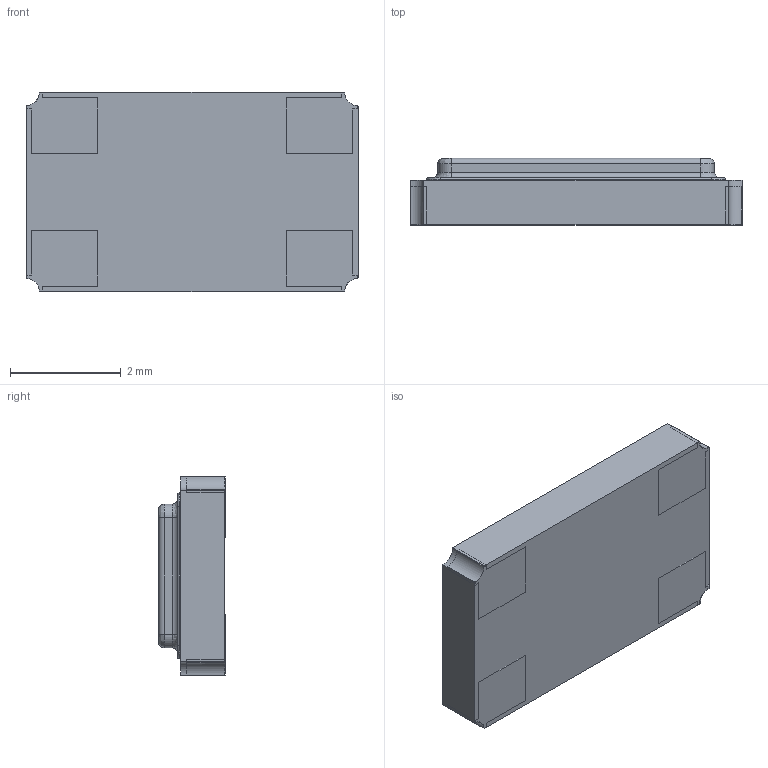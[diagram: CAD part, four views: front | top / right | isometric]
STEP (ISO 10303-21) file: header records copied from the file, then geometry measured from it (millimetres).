
FILE_DESCRIPTION (( 'STEP AP214' ), '1' );
FILE_NAME ('User Library-ABMM2.STEP', '2016-04-05T21:43:48', ( 'Windows User' ), ( '' ), 'SwSTEP 2.0', 'SolidWorks 2016', '' );
FILE_SCHEMA (( 'AUTOMOTIVE_DESIGN' ));
Length unit declared in the file: centimetre
Products named in the file (5): User Library-ABMM2; User Library-ABMM2_PINS_1; User Library-ABMM2_Beschriftung_1; User Library-ABMM2_K_X_F6rper 2_1; User Library-ABMM2_K_X_F6rper 1_1
Assembly tree (4 placements, depth 2):
  User Library-ABMM2
    User Library-ABMM2_K_X_F6rper 1_1
    User Library-ABMM2_K_X_F6rper 2_1
    User Library-ABMM2_Beschriftung_1
    User Library-ABMM2_PINS_1
Bounding box: 6 x 1.21 x 3.6 mm (x, y, z)
Volume: 26.3 mm3; surface area: 127.4 mm2
Topology: 4 solids, 4 shells, 297 faces, 766 edges, 500 vertices
Faces by surface type: plane 181, bspline 70, cylinder 46
Entity records: 12745 total; most frequent: CARTESIAN_POINT 2480, ORIENTED_EDGE 1532, DIRECTION 1162, EDGE_CURVE 766, VECTOR 550, LINE 550, VERTEX_POINT 500, EDGE_LOOP 326
